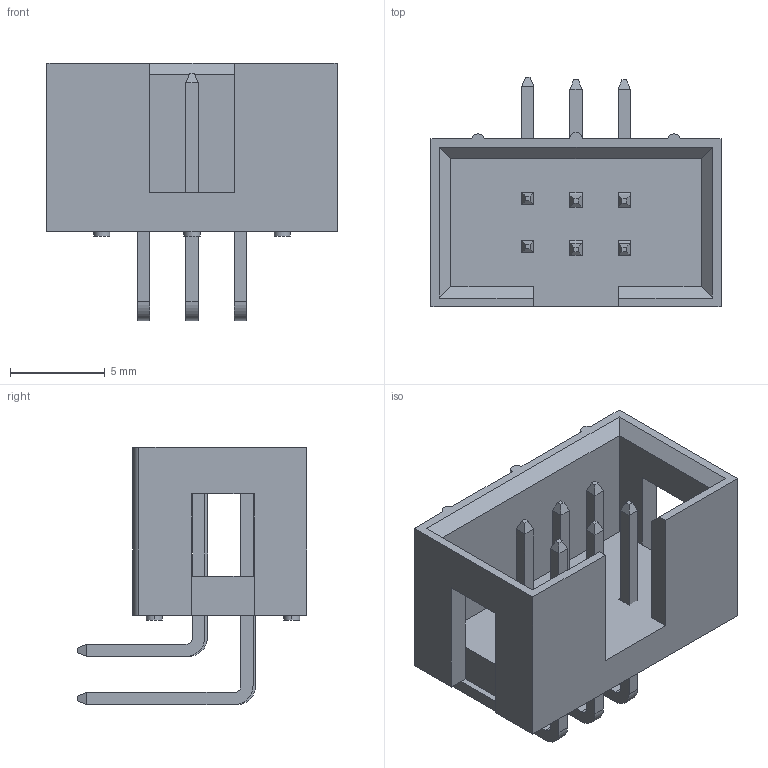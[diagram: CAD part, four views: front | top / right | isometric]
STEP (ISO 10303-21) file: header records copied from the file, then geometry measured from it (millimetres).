
FILE_DESCRIPTION(('STEP AP242'),'1');
FILE_NAME('61200621721.stp','2022-06-20T09:43:50',('TraceParts'),('TraceParts S.A.'),'Spatial InterOp 3D',' ',' ');
FILE_SCHEMA(('AP242_MANAGED_MODEL_BASED_3D_ENGINEERING_MIM_LF {1 0 10303 442 1 1 4}'));
Length unit declared in the file: millimetre
Products named in the file (1): 61200621721_1
Bounding box: 15.28 x 12.11 x 13.55 mm (x, y, z)
Volume: 550.2 mm3; surface area: 1201.8 mm2
Topology: 7 solids, 7 shells, 207 faces, 493 edges, 302 vertices
Faces by surface type: plane 180, cylinder 27
Entity records: 7529 total; most frequent: CARTESIAN_POINT 1009, ORIENTED_EDGE 986, DIRECTION 975, EDGE_CURVE 493, LINE 439, VECTOR 439, VERTEX_POINT 302, AXIS2_PLACEMENT_3D 268
